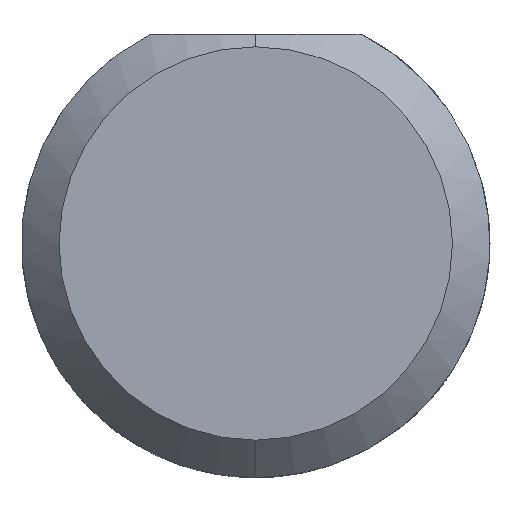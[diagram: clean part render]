
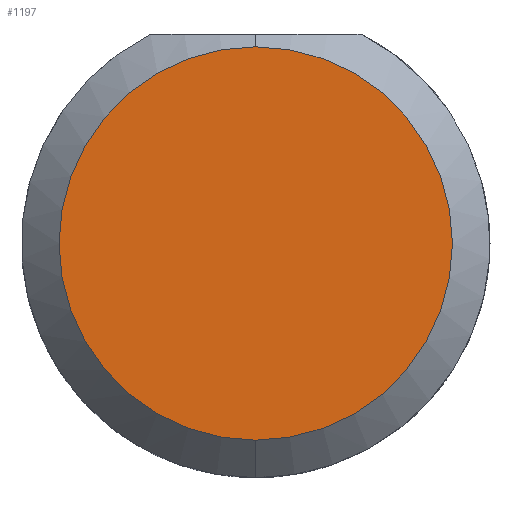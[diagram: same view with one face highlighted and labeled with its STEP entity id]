
A CAD part, left-side view. The second image highlights one B-rep face of the part: STEP entity #1197.
In plain terms, the highlighted planar face has unit normal (-1, 0, 0).
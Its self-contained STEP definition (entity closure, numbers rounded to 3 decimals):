
#65 = DIRECTION ( 'NONE',  ( 0., 0., -1. ) ) ;
#127 = EDGE_CURVE ( 'NONE', #972, #1063, #330, .T. ) ;
#168 = CARTESIAN_POINT ( 'NONE',  ( 0., 0., 1.996 ) ) ;
#248 = DIRECTION ( 'NONE',  ( -1., 0., 0. ) ) ;
#273 = AXIS2_PLACEMENT_3D ( 'NONE', #593, #402, #597 ) ;
#310 = AXIS2_PLACEMENT_3D ( 'NONE', #995, #248, #65 ) ;
#312 = ORIENTED_EDGE ( 'NONE', *, *, #127, .T. ) ;
#330 = CIRCLE ( 'NONE', #310, 1.996 ) ;
#377 = CIRCLE ( 'NONE', #273, 1.996 ) ;
#402 = DIRECTION ( 'NONE',  ( -1., 0., 0. ) ) ;
#499 = ORIENTED_EDGE ( 'NONE', *, *, #1167, .T. ) ;
#563 = EDGE_LOOP ( 'NONE', ( #312, #499 ) ) ;
#593 = CARTESIAN_POINT ( 'NONE',  ( 0., 0., 0. ) ) ;
#597 = DIRECTION ( 'NONE',  ( 0., 0., -1. ) ) ;
#706 = AXIS2_PLACEMENT_3D ( 'NONE', #1161, #746, #762 ) ;
#714 = CARTESIAN_POINT ( 'NONE',  ( 0., 0., -1.996 ) ) ;
#746 = DIRECTION ( 'NONE',  ( 1., 0., 0. ) ) ;
#762 = DIRECTION ( 'NONE',  ( 0., 0., -1. ) ) ;
#773 = PLANE ( 'NONE',  #706 ) ;
#972 = VERTEX_POINT ( 'NONE', #714 ) ;
#995 = CARTESIAN_POINT ( 'NONE',  ( 0., 0., 0. ) ) ;
#1050 = FACE_OUTER_BOUND ( 'NONE', #563, .T. ) ;
#1063 = VERTEX_POINT ( 'NONE', #168 ) ;
#1161 = CARTESIAN_POINT ( 'NONE',  ( 0., 0., 0. ) ) ;
#1167 = EDGE_CURVE ( 'NONE', #1063, #972, #377, .T. ) ;
#1197 = ADVANCED_FACE ( 'NONE', ( #1050 ), #773, .F. ) ;
